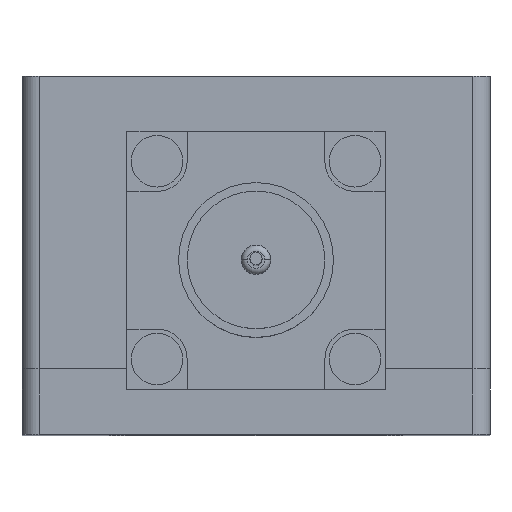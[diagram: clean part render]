
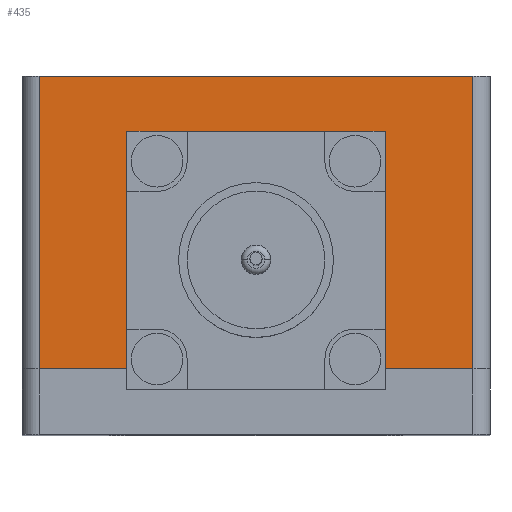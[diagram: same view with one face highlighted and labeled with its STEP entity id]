
A CAD part, top view. The second image highlights one B-rep face of the part: STEP entity #435.
In plain terms, the highlighted planar face has unit normal (0, 0, 1).
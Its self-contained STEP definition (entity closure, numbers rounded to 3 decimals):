
#435=ADVANCED_FACE('FACE102',(#988),#989,.T.);
#988=FACE_OUTER_BOUND('',#1648,.T.);
#989=PLANE('',#1649);
#1648=EDGE_LOOP('',(#2863,#2864,#2865,#2866,#2867,#2868,#2869,#2870));
#1649=AXIS2_PLACEMENT_3D('',#2871,#2872,#2873);
#2863=ORIENTED_EDGE('',*,*,#4159,.T.);
#2864=ORIENTED_EDGE('',*,*,#4160,.T.);
#2865=ORIENTED_EDGE('',*,*,#4161,.T.);
#2866=ORIENTED_EDGE('',*,*,#4132,.T.);
#2867=ORIENTED_EDGE('',*,*,#4130,.F.);
#2868=ORIENTED_EDGE('',*,*,#4126,.T.);
#2869=ORIENTED_EDGE('',*,*,#4123,.T.);
#2870=ORIENTED_EDGE('',*,*,#4134,.T.);
#2871=CARTESIAN_POINT('',(-32.004,25.654,119.634));
#2872=DIRECTION('',(0.0,0.0,1.0));
#2873=DIRECTION('',(1.0,0.0,0.0));
#4123=EDGE_CURVE('EDGE224',#4973,#4971,#4974,.T.);
#4126=EDGE_CURVE('EDGE226',#4977,#4973,#4978,.T.);
#4130=EDGE_CURVE('EDGE229',#4977,#4981,#4983,.T.);
#4132=EDGE_CURVE('EDGE230',#4985,#4981,#4986,.T.);
#4134=EDGE_CURVE('EDGE232',#4971,#4987,#4989,.T.);
#4159=EDGE_CURVE('EDGE249',#4987,#5026,#5027,.T.);
#4160=EDGE_CURVE('EDGE250',#5026,#5028,#5029,.T.);
#4161=EDGE_CURVE('EDGE251',#5028,#4985,#5030,.T.);
#4971=VERTEX_POINT('VERTEX143',#6116);
#4973=VERTEX_POINT('VERTEX144',#6118);
#4974=LINE('',#6119,#6120);
#4977=VERTEX_POINT('VERTEX145',#6123);
#4978=LINE('',#6124,#6125);
#4981=VERTEX_POINT('VERTEX146',#6128);
#4983=LINE('',#6130,#6131);
#4985=VERTEX_POINT('VERTEX147',#6133);
#4986=LINE('',#6134,#6135);
#4987=VERTEX_POINT('VERTEX148',#6136);
#4989=LINE('',#6139,#6140);
#5026=VERTEX_POINT('VERTEX161',#6183);
#5027=LINE('',#6184,#6185);
#5028=VERTEX_POINT('VERTEX162',#6186);
#5029=LINE('',#6187,#6188);
#5030=LINE('',#6189,#6190);
#6116=CARTESIAN_POINT('',(-32.004,-17.501,119.634));
#6118=CARTESIAN_POINT('',(-32.004,25.654,119.634));
#6119=CARTESIAN_POINT('',(-32.004,25.654,119.634));
#6120=VECTOR('',#7237,25.4);
#6123=CARTESIAN_POINT('',(32.004,25.654,119.634));
#6124=CARTESIAN_POINT('',(32.004,25.654,119.634));
#6125=VECTOR('',#7241,25.4);
#6128=CARTESIAN_POINT('',(32.004,-17.501,119.634));
#6130=CARTESIAN_POINT('',(32.004,25.654,119.634));
#6131=VECTOR('',#7248,25.4);
#6133=CARTESIAN_POINT('',(19.025,-17.501,119.634));
#6134=CARTESIAN_POINT('',(32.004,-17.501,119.634));
#6135=VECTOR('',#7249,25.4);
#6136=CARTESIAN_POINT('',(-19.025,-17.501,119.634));
#6139=CARTESIAN_POINT('',(32.004,-17.501,119.634));
#6140=VECTOR('',#7251,25.4);
#6183=CARTESIAN_POINT('',(-19.025,17.501,119.634));
#6184=CARTESIAN_POINT('',(-19.025,12.065,119.634));
#6185=VECTOR('',#7288,25.4);
#6186=CARTESIAN_POINT('',(19.025,17.501,119.634));
#6187=CARTESIAN_POINT('',(-16.002,17.501,119.634));
#6188=VECTOR('',#7289,25.4);
#6189=CARTESIAN_POINT('',(19.025,12.065,119.634));
#6190=VECTOR('',#7290,25.4);
#7237=DIRECTION('',(0.0,-1.0,0.0));
#7241=DIRECTION('',(-1.0,0.0,0.0));
#7248=DIRECTION('',(0.0,-1.0,0.0));
#7249=DIRECTION('',(1.0,0.0,0.0));
#7251=DIRECTION('',(1.0,0.0,0.0));
#7288=DIRECTION('',(0.0,1.0,0.0));
#7289=DIRECTION('',(1.0,0.0,0.0));
#7290=DIRECTION('',(0.0,-1.0,0.0));
